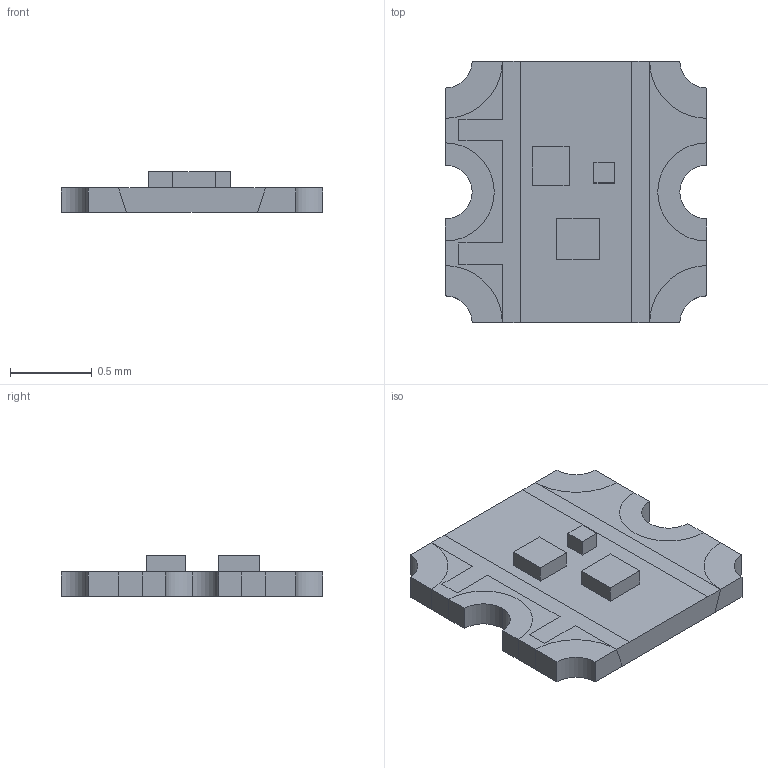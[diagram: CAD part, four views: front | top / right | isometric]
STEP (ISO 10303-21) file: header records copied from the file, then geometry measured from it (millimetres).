
FILE_DESCRIPTION ( ( 'STEP AP214' ), '1' );
FILE_NAME ( 'EAST1616RGBA8-no-plastics.STEP', '', ( '' ), ( '' ), '', '', '' );
FILE_SCHEMA (( 'AUTOMOTIVE_DESIGN' ));
Length unit declared in the file: millimetre
Products named in the file (1): EAST1616RGBA8-no-plastics
Bounding box: 1.6 x 1.6 x 0.25 mm (x, y, z)
Volume: 0.4 mm3; surface area: 6 mm2
Topology: 1 solids, 1 shells, 58 faces, 147 edges, 94 vertices
Faces by surface type: plane 51, cylinder 7
Entity records: 2376 total; most frequent: CARTESIAN_POINT 300, ORIENTED_EDGE 294, DIRECTION 285, EDGE_CURVE 147, VECTOR 127, LINE 127, VERTEX_POINT 94, AXIS2_PLACEMENT_3D 79
